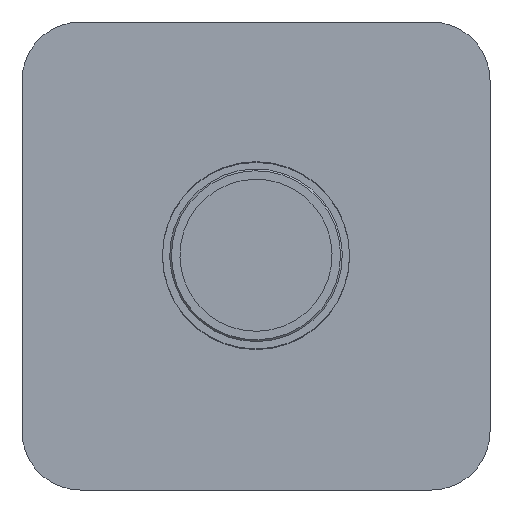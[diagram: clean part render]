
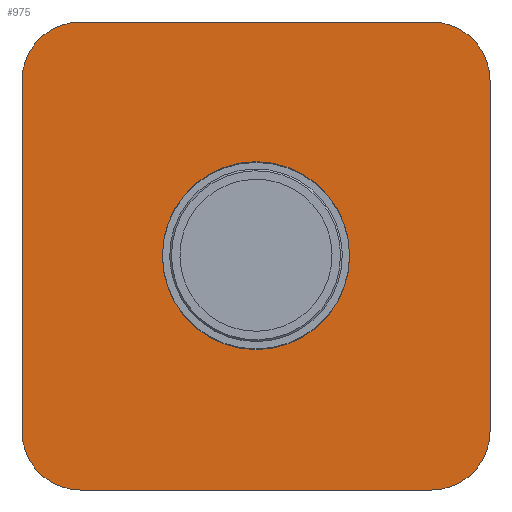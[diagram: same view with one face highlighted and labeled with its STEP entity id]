
A CAD part, front view. The second image highlights one B-rep face of the part: STEP entity #975.
In plain terms, the highlighted planar face has unit normal (0, -1, 0).
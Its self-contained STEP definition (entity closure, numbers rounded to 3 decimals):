
#860=CARTESIAN_POINT('Axis2P3D Location',(0.,0.025,0.)) ;
#864=CARTESIAN_POINT('Vertex',(16.,0.025,0.)) ;
#866=CARTESIAN_POINT('Vertex',(-16.,0.025,0.)) ;
#895=CARTESIAN_POINT('Axis2P3D Location',(0.,0.025,-0.12)) ;
#900=CARTESIAN_POINT('Line Origine',(0.,0.025,39.88)) ;
#904=CARTESIAN_POINT('Vertex',(-30.,0.025,39.88)) ;
#906=CARTESIAN_POINT('Vertex',(30.,0.025,39.88)) ;
#909=CARTESIAN_POINT('Axis2P3D Location',(-30.,0.025,29.88)) ;
#913=CARTESIAN_POINT('Vertex',(-40.,0.025,29.88)) ;
#916=CARTESIAN_POINT('Line Origine',(-40.,0.025,-0.12)) ;
#920=CARTESIAN_POINT('Vertex',(-40.,0.025,-30.12)) ;
#923=CARTESIAN_POINT('Axis2P3D Location',(-30.,0.025,-30.12)) ;
#927=CARTESIAN_POINT('Vertex',(-30.,0.025,-40.12)) ;
#930=CARTESIAN_POINT('Line Origine',(0.,0.025,-40.12)) ;
#934=CARTESIAN_POINT('Vertex',(30.,0.025,-40.12)) ;
#937=CARTESIAN_POINT('Axis2P3D Location',(30.,0.025,-30.12)) ;
#941=CARTESIAN_POINT('Vertex',(40.,0.025,-30.12)) ;
#944=CARTESIAN_POINT('Line Origine',(40.,0.025,-0.12)) ;
#948=CARTESIAN_POINT('Vertex',(40.,0.025,29.88)) ;
#951=CARTESIAN_POINT('Axis2P3D Location',(30.,0.025,29.88)) ;
#966=CARTESIAN_POINT('Axis2P3D Location',(0.,0.025,0.)) ;
#902=VECTOR('Line Direction',#901,1.) ;
#918=VECTOR('Line Direction',#917,1.) ;
#932=VECTOR('Line Direction',#931,1.) ;
#946=VECTOR('Line Direction',#945,1.) ;
#861=DIRECTION('Axis2P3D Direction',(0.,1.,-0.)) ;
#896=DIRECTION('Axis2P3D Direction',(-0.,1.,0.)) ;
#897=DIRECTION('Axis2P3D XDirection',(0.,0.,1.)) ;
#901=DIRECTION('Vector Direction',(-1.,0.,0.)) ;
#910=DIRECTION('Axis2P3D Direction',(-0.,1.,0.)) ;
#917=DIRECTION('Vector Direction',(0.,0.,-1.)) ;
#924=DIRECTION('Axis2P3D Direction',(-0.,1.,0.)) ;
#931=DIRECTION('Vector Direction',(1.,0.,0.)) ;
#938=DIRECTION('Axis2P3D Direction',(-0.,1.,0.)) ;
#945=DIRECTION('Vector Direction',(0.,0.,1.)) ;
#952=DIRECTION('Axis2P3D Direction',(-0.,1.,0.)) ;
#967=DIRECTION('Axis2P3D Direction',(-0.,1.,0.)) ;
#862=AXIS2_PLACEMENT_3D('Circle Axis2P3D',#860,#861,$) ;
#898=AXIS2_PLACEMENT_3D('Plane Axis2P3D',#895,#896,#897) ;
#911=AXIS2_PLACEMENT_3D('Circle Axis2P3D',#909,#910,$) ;
#925=AXIS2_PLACEMENT_3D('Circle Axis2P3D',#923,#924,$) ;
#939=AXIS2_PLACEMENT_3D('Circle Axis2P3D',#937,#938,$) ;
#953=AXIS2_PLACEMENT_3D('Circle Axis2P3D',#951,#952,$) ;
#968=AXIS2_PLACEMENT_3D('Circle Axis2P3D',#966,#967,$) ;
#903=LINE('Line',#900,#902) ;
#919=LINE('Line',#916,#918) ;
#933=LINE('Line',#930,#932) ;
#947=LINE('Line',#944,#946) ;
#863=CIRCLE('generated circle',#862,16.) ;
#912=CIRCLE('generated circle',#911,10.) ;
#926=CIRCLE('generated circle',#925,10.) ;
#940=CIRCLE('generated circle',#939,10.) ;
#954=CIRCLE('generated circle',#953,10.) ;
#969=CIRCLE('generated circle',#968,16.) ;
#899=PLANE('',#898) ;
#974=FACE_BOUND('',#971,.T.) ;
#868=EDGE_CURVE('',#865,#867,#863,.T.) ;
#908=EDGE_CURVE('',#905,#907,#903,.F.) ;
#915=EDGE_CURVE('',#914,#905,#912,.T.) ;
#922=EDGE_CURVE('',#921,#914,#919,.F.) ;
#929=EDGE_CURVE('',#928,#921,#926,.T.) ;
#936=EDGE_CURVE('',#935,#928,#933,.F.) ;
#943=EDGE_CURVE('',#942,#935,#940,.T.) ;
#950=EDGE_CURVE('',#949,#942,#947,.F.) ;
#955=EDGE_CURVE('',#907,#949,#954,.T.) ;
#970=EDGE_CURVE('',#867,#865,#969,.T.) ;
#957=ORIENTED_EDGE('',*,*,#908,.F.) ;
#958=ORIENTED_EDGE('',*,*,#915,.F.) ;
#959=ORIENTED_EDGE('',*,*,#922,.F.) ;
#960=ORIENTED_EDGE('',*,*,#929,.F.) ;
#961=ORIENTED_EDGE('',*,*,#936,.F.) ;
#962=ORIENTED_EDGE('',*,*,#943,.F.) ;
#963=ORIENTED_EDGE('',*,*,#950,.F.) ;
#964=ORIENTED_EDGE('',*,*,#955,.F.) ;
#972=ORIENTED_EDGE('',*,*,#868,.T.) ;
#973=ORIENTED_EDGE('',*,*,#970,.T.) ;
#956=EDGE_LOOP('',(#957,#958,#959,#960,#961,#962,#963,#964)) ;
#971=EDGE_LOOP('',(#972,#973)) ;
#865=VERTEX_POINT('',#864) ;
#867=VERTEX_POINT('',#866) ;
#905=VERTEX_POINT('',#904) ;
#907=VERTEX_POINT('',#906) ;
#914=VERTEX_POINT('',#913) ;
#921=VERTEX_POINT('',#920) ;
#928=VERTEX_POINT('',#927) ;
#935=VERTEX_POINT('',#934) ;
#942=VERTEX_POINT('',#941) ;
#949=VERTEX_POINT('',#948) ;
#975=ADVANCED_FACE('Body.5',(#965,#974),#899,.F.) ;
#965=FACE_OUTER_BOUND('',#956,.T.) ;
